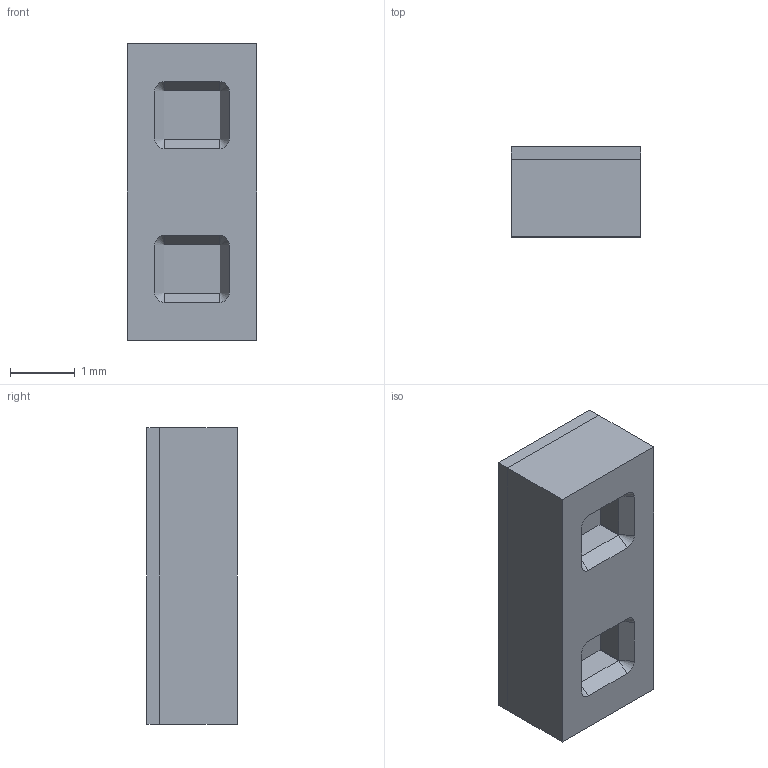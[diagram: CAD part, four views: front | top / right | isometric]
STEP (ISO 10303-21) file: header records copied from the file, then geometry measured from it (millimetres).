
FILE_DESCRIPTION (( 'STEP AP214' ), '1' );
FILE_NAME ('TMF8828-1AM.STEP', '2024-02-23T18:59:35', ( '' ), ( '' ), 'SwSTEP 2.0', 'SolidWorks 2021', '' );
FILE_SCHEMA (( 'AUTOMOTIVE_DESIGN' ));
Length unit declared in the file: millimetre
Products named in the file (1): TMF8828-1AM
Bounding box: 2 x 1.4 x 4.6 mm (x, y, z)
Volume: 12 mm3; surface area: 66.9 mm2
Topology: 14 solids, 14 shells, 180 faces, 398 edges, 260 vertices
Faces by surface type: plane 164, cone 8, cylinder 8
Entity records: 5878 total; most frequent: CARTESIAN_POINT 839, ORIENTED_EDGE 796, DIRECTION 784, EDGE_CURVE 398, LINE 374, VECTOR 374, VERTEX_POINT 260, AXIS2_PLACEMENT_3D 205
